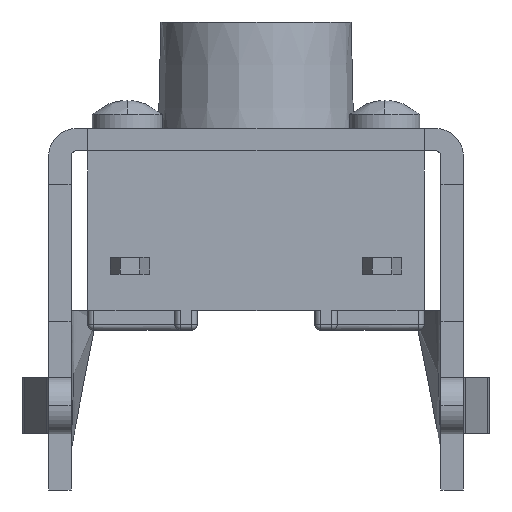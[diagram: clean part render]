
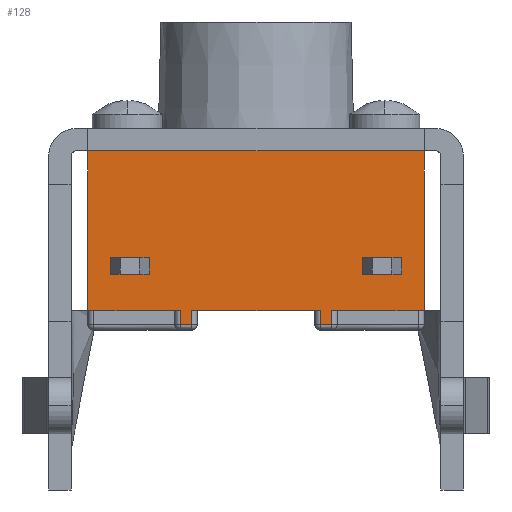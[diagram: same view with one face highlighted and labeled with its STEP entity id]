
A CAD part, front view. The second image highlights one B-rep face of the part: STEP entity #128.
In plain terms, the highlighted planar face has unit normal (0, -1, 0).
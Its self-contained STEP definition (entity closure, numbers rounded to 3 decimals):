
#24 = EDGE_CURVE ( 'NONE', #4407, #1936, #1422, .T. ) ;
#128 = ADVANCED_FACE ( 'NONE', ( #3631 ), #3072, .T. ) ;
#328 = CARTESIAN_POINT ( 'NONE',  ( 0., -3., -2.85 ) ) ;
#376 = DIRECTION ( 'NONE',  ( 0., 0., 1. ) ) ;
#381 = LINE ( 'NONE', #4858, #3339 ) ;
#400 = EDGE_CURVE ( 'NONE', #5826, #3817, #5408, .T. ) ;
#412 = EDGE_CURVE ( 'NONE', #4407, #2145, #4736, .T. ) ;
#619 = CARTESIAN_POINT ( 'NONE',  ( 1.35, -3., -2.85 ) ) ;
#696 = LINE ( 'NONE', #5769, #1711 ) ;
#714 = VERTEX_POINT ( 'NONE', #619 ) ;
#715 = CARTESIAN_POINT ( 'NONE',  ( 1.35, -3., -3.1 ) ) ;
#734 = EDGE_CURVE ( 'NONE', #4117, #714, #5320, .T. ) ;
#745 = ORIENTED_EDGE ( 'NONE', *, *, #4608, .F. ) ;
#867 = CARTESIAN_POINT ( 'NONE',  ( 0., -3., -2.85 ) ) ;
#971 = VERTEX_POINT ( 'NONE', #5468 ) ;
#1003 = DIRECTION ( 'NONE',  ( 0., 0., -1. ) ) ;
#1194 = VERTEX_POINT ( 'NONE', #5905 ) ;
#1337 = EDGE_CURVE ( 'NONE', #4117, #6048, #7082, .T. ) ;
#1357 = VECTOR ( 'NONE', #4837, 1000. ) ;
#1368 = VECTOR ( 'NONE', #5150, 1000. ) ;
#1422 = LINE ( 'NONE', #867, #6884 ) ;
#1427 = DIRECTION ( 'NONE',  ( 0., 0., -1. ) ) ;
#1560 = CARTESIAN_POINT ( 'NONE',  ( 3., -3., -2.85 ) ) ;
#1645 = EDGE_CURVE ( 'NONE', #971, #7136, #4527, .T. ) ;
#1711 = VECTOR ( 'NONE', #6371, 1000. ) ;
#1721 = AXIS2_PLACEMENT_3D ( 'NONE', #7015, #5318, #1427 ) ;
#1845 = CARTESIAN_POINT ( 'NONE',  ( -3., -3., -3.1 ) ) ;
#1915 = CARTESIAN_POINT ( 'NONE',  ( 1.15, -3., -3.1 ) ) ;
#1936 = VERTEX_POINT ( 'NONE', #3238 ) ;
#1984 = DIRECTION ( 'NONE',  ( -1., 0., 0. ) ) ;
#2021 = ORIENTED_EDGE ( 'NONE', *, *, #5479, .T. ) ;
#2145 = VERTEX_POINT ( 'NONE', #1915 ) ;
#2436 = LINE ( 'NONE', #1845, #4118 ) ;
#2539 = CARTESIAN_POINT ( 'NONE',  ( 1.15, -3., -2.85 ) ) ;
#2618 = DIRECTION ( 'NONE',  ( 1., 0., 0. ) ) ;
#2892 = ORIENTED_EDGE ( 'NONE', *, *, #5533, .F. ) ;
#2893 = CARTESIAN_POINT ( 'NONE',  ( -1.15, -3., -2.85 ) ) ;
#3040 = CARTESIAN_POINT ( 'NONE',  ( 0., -3., -2.85 ) ) ;
#3072 = PLANE ( 'NONE',  #1721 ) ;
#3238 = CARTESIAN_POINT ( 'NONE',  ( -1.15, -3., -2.85 ) ) ;
#3339 = VECTOR ( 'NONE', #2618, 1000. ) ;
#3439 = EDGE_CURVE ( 'NONE', #7136, #1194, #2436, .T. ) ;
#3498 = VECTOR ( 'NONE', #6127, 1000. ) ;
#3631 = FACE_OUTER_BOUND ( 'NONE', #3967, .T. ) ;
#3663 = DIRECTION ( 'NONE',  ( -1., 0., 0. ) ) ;
#3783 = ORIENTED_EDGE ( 'NONE', *, *, #24, .F. ) ;
#3802 = CARTESIAN_POINT ( 'NONE',  ( 1.35, -3., -2.85 ) ) ;
#3817 = VERTEX_POINT ( 'NONE', #5343 ) ;
#3830 = CARTESIAN_POINT ( 'NONE',  ( 1.15, -3., -2.85 ) ) ;
#3964 = VECTOR ( 'NONE', #1984, 1000. ) ;
#3967 = EDGE_LOOP ( 'NONE', ( #5052, #6645, #2892, #3783, #5053, #2021, #5083, #6217, #4113, #5989, #4246, #745 ) ) ;
#4092 = DIRECTION ( 'NONE',  ( 1., 0., 0. ) ) ;
#4113 = ORIENTED_EDGE ( 'NONE', *, *, #1337, .T. ) ;
#4117 = VERTEX_POINT ( 'NONE', #1560 ) ;
#4118 = VECTOR ( 'NONE', #4092, 1000. ) ;
#4123 = EDGE_CURVE ( 'NONE', #714, #5873, #4937, .T. ) ;
#4133 = CARTESIAN_POINT ( 'NONE',  ( 3., -3., 0. ) ) ;
#4195 = VECTOR ( 'NONE', #6519, 1000. ) ;
#4246 = ORIENTED_EDGE ( 'NONE', *, *, #400, .F. ) ;
#4266 = CARTESIAN_POINT ( 'NONE',  ( -3., -3., -3.2 ) ) ;
#4407 = VERTEX_POINT ( 'NONE', #3830 ) ;
#4527 = LINE ( 'NONE', #6125, #1368 ) ;
#4608 = EDGE_CURVE ( 'NONE', #971, #5826, #5354, .T. ) ;
#4736 = LINE ( 'NONE', #2539, #4195 ) ;
#4837 = DIRECTION ( 'NONE',  ( 0., 0., -1. ) ) ;
#4858 = CARTESIAN_POINT ( 'NONE',  ( -3., -3., -3.1 ) ) ;
#4937 = LINE ( 'NONE', #3802, #6398 ) ;
#5052 = ORIENTED_EDGE ( 'NONE', *, *, #1645, .T. ) ;
#5053 = ORIENTED_EDGE ( 'NONE', *, *, #412, .T. ) ;
#5083 = ORIENTED_EDGE ( 'NONE', *, *, #4123, .F. ) ;
#5150 = DIRECTION ( 'NONE',  ( 0., 0., -1. ) ) ;
#5237 = CARTESIAN_POINT ( 'NONE',  ( -1.35, -3., -3.1 ) ) ;
#5318 = DIRECTION ( 'NONE',  ( 0., -1., 0. ) ) ;
#5320 = LINE ( 'NONE', #328, #3964 ) ;
#5343 = CARTESIAN_POINT ( 'NONE',  ( -3., -3., 0. ) ) ;
#5354 = LINE ( 'NONE', #3040, #6279 ) ;
#5408 = LINE ( 'NONE', #4266, #6190 ) ;
#5468 = CARTESIAN_POINT ( 'NONE',  ( -1.35, -3., -2.85 ) ) ;
#5479 = EDGE_CURVE ( 'NONE', #2145, #5873, #381, .T. ) ;
#5519 = EDGE_CURVE ( 'NONE', #3817, #6048, #696, .T. ) ;
#5533 = EDGE_CURVE ( 'NONE', #1936, #1194, #5804, .T. ) ;
#5769 = CARTESIAN_POINT ( 'NONE',  ( -3., -3., 0. ) ) ;
#5804 = LINE ( 'NONE', #2893, #1357 ) ;
#5826 = VERTEX_POINT ( 'NONE', #6197 ) ;
#5873 = VERTEX_POINT ( 'NONE', #715 ) ;
#5905 = CARTESIAN_POINT ( 'NONE',  ( -1.15, -3., -3.1 ) ) ;
#5952 = DIRECTION ( 'NONE',  ( -1., 0., 0. ) ) ;
#5989 = ORIENTED_EDGE ( 'NONE', *, *, #5519, .F. ) ;
#6048 = VERTEX_POINT ( 'NONE', #4133 ) ;
#6125 = CARTESIAN_POINT ( 'NONE',  ( -1.35, -3., -2.85 ) ) ;
#6127 = DIRECTION ( 'NONE',  ( 0., 0., 1. ) ) ;
#6190 = VECTOR ( 'NONE', #376, 1000. ) ;
#6197 = CARTESIAN_POINT ( 'NONE',  ( -3., -3., -2.85 ) ) ;
#6217 = ORIENTED_EDGE ( 'NONE', *, *, #734, .F. ) ;
#6279 = VECTOR ( 'NONE', #5952, 1000. ) ;
#6371 = DIRECTION ( 'NONE',  ( 1., 0., 0. ) ) ;
#6398 = VECTOR ( 'NONE', #1003, 1000. ) ;
#6519 = DIRECTION ( 'NONE',  ( 0., 0., -1. ) ) ;
#6645 = ORIENTED_EDGE ( 'NONE', *, *, #3439, .T. ) ;
#6884 = VECTOR ( 'NONE', #3663, 1000. ) ;
#7015 = CARTESIAN_POINT ( 'NONE',  ( -3., -3., -3.2 ) ) ;
#7082 = LINE ( 'NONE', #7191, #3498 ) ;
#7136 = VERTEX_POINT ( 'NONE', #5237 ) ;
#7191 = CARTESIAN_POINT ( 'NONE',  ( 3., -3., -3.2 ) ) ;
